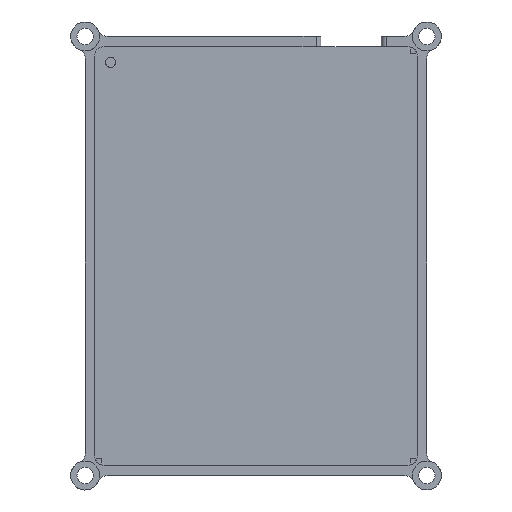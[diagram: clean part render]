
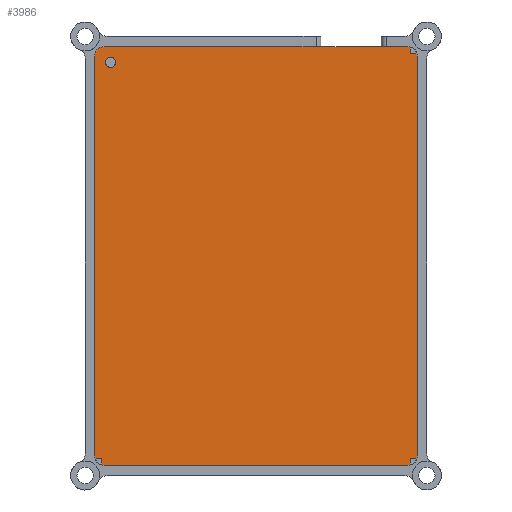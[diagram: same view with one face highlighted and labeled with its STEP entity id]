
A CAD part, top view. The second image highlights one B-rep face of the part: STEP entity #3986.
In plain terms, the highlighted planar face has unit normal (0, 0, 1).
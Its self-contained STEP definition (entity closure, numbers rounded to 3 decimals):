
#24=FACE_BOUND('',#886,.T.);
#460=PLANE('',#4150);
#662=FACE_OUTER_BOUND('',#885,.T.);
#885=EDGE_LOOP('',(#3678,#3679,#3680,#3681,#3682,#3683,#3684,#3685,#3686,
#3687,#3688,#3689,#3690,#3691,#3692,#3693,#3694,#3695,#3696));
#886=EDGE_LOOP('',(#3697));
#1117=LINE('',#6818,#1409);
#1159=LINE('',#6992,#1451);
#1164=LINE('',#7008,#1456);
#1169=LINE('',#7024,#1461);
#1173=LINE('',#7035,#1465);
#1182=LINE('',#7052,#1474);
#1185=LINE('',#7057,#1477);
#1187=LINE('',#7062,#1479);
#1190=LINE('',#7067,#1482);
#1193=LINE('',#7076,#1485);
#1194=LINE('',#7077,#1486);
#1195=LINE('',#7078,#1487);
#1409=VECTOR('',#4457,5.45);
#1451=VECTOR('',#4623,83.);
#1456=VECTOR('',#4638,63.);
#1461=VECTOR('',#4653,83.);
#1465=VECTOR('',#4665,44.97);
#1474=VECTOR('',#4686,1.436);
#1477=VECTOR('',#4691,1.436);
#1479=VECTOR('',#4697,1.436);
#1482=VECTOR('',#4702,1.436);
#1485=VECTOR('',#4713,1.436);
#1486=VECTOR('',#4714,1.436);
#1487=VECTOR('',#4715,12.58);
#1536=CIRCLE('',#4103,2.);
#1537=CIRCLE('',#4104,2.);
#1547=CIRCLE('',#4124,2.);
#1549=CIRCLE('',#4126,2.);
#1550=CIRCLE('',#4129,2.);
#1552=CIRCLE('',#4131,2.);
#1553=CIRCLE('',#4134,2.);
#1556=CIRCLE('',#4149,1.05);
#1864=VERTEX_POINT('',#6815);
#1865=VERTEX_POINT('',#6817);
#1923=VERTEX_POINT('',#6940);
#1924=VERTEX_POINT('',#6942);
#1925=VERTEX_POINT('',#6945);
#1935=VERTEX_POINT('',#6991);
#1936=VERTEX_POINT('',#6995);
#1939=VERTEX_POINT('',#7001);
#1940=VERTEX_POINT('',#7003);
#1941=VERTEX_POINT('',#7007);
#1942=VERTEX_POINT('',#7011);
#1945=VERTEX_POINT('',#7017);
#1946=VERTEX_POINT('',#7019);
#1947=VERTEX_POINT('',#7023);
#1948=VERTEX_POINT('',#7027);
#1950=VERTEX_POINT('',#7032);
#1952=VERTEX_POINT('',#7051);
#1954=VERTEX_POINT('',#7061);
#1956=VERTEX_POINT('',#7071);
#1957=VERTEX_POINT('',#7075);
#2418=EDGE_CURVE('',#1865,#1864,#1117,.T.);
#2480=EDGE_CURVE('',#1924,#1923,#1536,.T.);
#2482=EDGE_CURVE('',#1925,#1865,#1537,.T.);
#2509=EDGE_CURVE('',#1935,#1924,#1159,.T.);
#2511=EDGE_CURVE('',#1936,#1935,#1547,.T.);
#2515=EDGE_CURVE('',#1940,#1939,#1549,.T.);
#2517=EDGE_CURVE('',#1941,#1940,#1164,.T.);
#2519=EDGE_CURVE('',#1942,#1941,#1550,.T.);
#2523=EDGE_CURVE('',#1946,#1945,#1552,.T.);
#2525=EDGE_CURVE('',#1947,#1946,#1169,.T.);
#2527=EDGE_CURVE('',#1948,#1947,#1553,.T.);
#2531=EDGE_CURVE('',#1950,#1948,#1173,.T.);
#2541=EDGE_CURVE('',#1939,#1952,#1182,.T.);
#2544=EDGE_CURVE('',#1952,#1936,#1185,.T.);
#2546=EDGE_CURVE('',#1945,#1954,#1187,.T.);
#2549=EDGE_CURVE('',#1954,#1942,#1190,.T.);
#2551=EDGE_CURVE('',#1956,#1956,#1556,.T.);
#2553=EDGE_CURVE('',#1957,#1923,#1193,.T.);
#2554=EDGE_CURVE('',#1925,#1957,#1194,.T.);
#2555=EDGE_CURVE('',#1864,#1950,#1195,.T.);
#3678=ORIENTED_EDGE('',*,*,#2541,.T.);
#3679=ORIENTED_EDGE('',*,*,#2544,.T.);
#3680=ORIENTED_EDGE('',*,*,#2511,.T.);
#3681=ORIENTED_EDGE('',*,*,#2509,.T.);
#3682=ORIENTED_EDGE('',*,*,#2480,.T.);
#3683=ORIENTED_EDGE('',*,*,#2553,.F.);
#3684=ORIENTED_EDGE('',*,*,#2554,.F.);
#3685=ORIENTED_EDGE('',*,*,#2482,.T.);
#3686=ORIENTED_EDGE('',*,*,#2418,.T.);
#3687=ORIENTED_EDGE('',*,*,#2555,.T.);
#3688=ORIENTED_EDGE('',*,*,#2531,.T.);
#3689=ORIENTED_EDGE('',*,*,#2527,.T.);
#3690=ORIENTED_EDGE('',*,*,#2525,.T.);
#3691=ORIENTED_EDGE('',*,*,#2523,.T.);
#3692=ORIENTED_EDGE('',*,*,#2546,.T.);
#3693=ORIENTED_EDGE('',*,*,#2549,.T.);
#3694=ORIENTED_EDGE('',*,*,#2519,.T.);
#3695=ORIENTED_EDGE('',*,*,#2517,.T.);
#3696=ORIENTED_EDGE('',*,*,#2515,.T.);
#3697=ORIENTED_EDGE('',*,*,#2551,.F.);
#3986=ADVANCED_FACE('',(#662,#24),#460,.T.);
#4103=AXIS2_PLACEMENT_3D('',#6943,#4565,#4566);
#4104=AXIS2_PLACEMENT_3D('',#6946,#4568,#4569);
#4124=AXIS2_PLACEMENT_3D('',#6996,#4627,#4628);
#4126=AXIS2_PLACEMENT_3D('',#7004,#4633,#4634);
#4129=AXIS2_PLACEMENT_3D('',#7012,#4642,#4643);
#4131=AXIS2_PLACEMENT_3D('',#7020,#4648,#4649);
#4134=AXIS2_PLACEMENT_3D('',#7028,#4657,#4658);
#4149=AXIS2_PLACEMENT_3D('',#7072,#4708,#4709);
#4150=AXIS2_PLACEMENT_3D('',#7074,#4711,#4712);
#4457=DIRECTION('',(-1.,0.,0.));
#4565=DIRECTION('center_axis',(0.,0.,1.));
#4566=DIRECTION('ref_axis',(1.,0.,0.));
#4568=DIRECTION('center_axis',(0.,0.,1.));
#4569=DIRECTION('ref_axis',(1.,0.,0.));
#4623=DIRECTION('',(0.,1.,0.));
#4627=DIRECTION('center_axis',(0.,0.,1.));
#4628=DIRECTION('ref_axis',(1.,0.,0.));
#4633=DIRECTION('center_axis',(0.,0.,1.));
#4634=DIRECTION('ref_axis',(1.,0.,0.));
#4638=DIRECTION('',(1.,0.,0.));
#4642=DIRECTION('center_axis',(0.,0.,1.));
#4643=DIRECTION('ref_axis',(1.,0.,0.));
#4648=DIRECTION('center_axis',(0.,0.,1.));
#4649=DIRECTION('ref_axis',(1.,0.,0.));
#4653=DIRECTION('',(0.,-1.,0.));
#4657=DIRECTION('center_axis',(0.,0.,1.));
#4658=DIRECTION('ref_axis',(1.,0.,0.));
#4665=DIRECTION('',(-1.,0.,0.));
#4686=DIRECTION('',(0.,1.,0.));
#4691=DIRECTION('',(1.,0.,0.));
#4697=DIRECTION('',(1.,0.,0.));
#4702=DIRECTION('',(0.,-1.,0.));
#4708=DIRECTION('center_axis',(0.,0.,1.));
#4709=DIRECTION('ref_axis',(1.,0.,0.));
#4711=DIRECTION('center_axis',(0.,0.,1.));
#4712=DIRECTION('ref_axis',(1.,0.,0.));
#4713=DIRECTION('',(1.,0.,0.));
#4714=DIRECTION('',(0.,-1.,0.));
#4715=DIRECTION('',(-1.,0.,0.));
#6815=CARTESIAN_POINT('',(26.05,43.5,3.));
#6817=CARTESIAN_POINT('',(31.5,43.5,3.));
#6818=CARTESIAN_POINT('',(31.5,43.5,3.));
#6940=CARTESIAN_POINT('',(33.436,42.,3.));
#6942=CARTESIAN_POINT('',(33.5,41.5,3.));
#6943=CARTESIAN_POINT('Origin',(31.5,41.5,3.));
#6945=CARTESIAN_POINT('',(32.,43.436,3.));
#6946=CARTESIAN_POINT('Origin',(31.5,41.5,3.));
#6991=CARTESIAN_POINT('',(33.5,-41.5,3.));
#6992=CARTESIAN_POINT('',(33.5,-41.5,3.));
#6995=CARTESIAN_POINT('',(33.436,-42.,3.));
#6996=CARTESIAN_POINT('Origin',(31.5,-41.5,3.));
#7001=CARTESIAN_POINT('',(32.,-43.436,3.));
#7003=CARTESIAN_POINT('',(31.5,-43.5,3.));
#7004=CARTESIAN_POINT('Origin',(31.5,-41.5,3.));
#7007=CARTESIAN_POINT('',(-31.5,-43.5,3.));
#7008=CARTESIAN_POINT('',(-31.5,-43.5,3.));
#7011=CARTESIAN_POINT('',(-32.,-43.436,3.));
#7012=CARTESIAN_POINT('Origin',(-31.5,-41.5,3.));
#7017=CARTESIAN_POINT('',(-33.436,-42.,3.));
#7019=CARTESIAN_POINT('',(-33.5,-41.5,3.));
#7020=CARTESIAN_POINT('Origin',(-31.5,-41.5,3.));
#7023=CARTESIAN_POINT('',(-33.5,41.5,3.));
#7024=CARTESIAN_POINT('',(-33.5,41.5,3.));
#7027=CARTESIAN_POINT('',(-31.5,43.5,3.));
#7028=CARTESIAN_POINT('Origin',(-31.5,41.5,3.));
#7032=CARTESIAN_POINT('',(13.47,43.5,3.));
#7035=CARTESIAN_POINT('',(13.47,43.5,3.));
#7051=CARTESIAN_POINT('',(32.,-42.,3.));
#7052=CARTESIAN_POINT('',(32.,-43.436,3.));
#7057=CARTESIAN_POINT('',(32.,-42.,3.));
#7061=CARTESIAN_POINT('',(-32.,-42.,3.));
#7062=CARTESIAN_POINT('',(-33.436,-42.,3.));
#7067=CARTESIAN_POINT('',(-32.,-42.,3.));
#7071=CARTESIAN_POINT('',(-29.15,40.2,3.));
#7072=CARTESIAN_POINT('Origin',(-30.2,40.2,3.));
#7074=CARTESIAN_POINT('Origin',(0.,0.,3.));
#7075=CARTESIAN_POINT('',(32.,42.,3.));
#7076=CARTESIAN_POINT('',(32.,42.,3.));
#7077=CARTESIAN_POINT('',(32.,43.436,3.));
#7078=CARTESIAN_POINT('',(26.05,43.5,3.));
